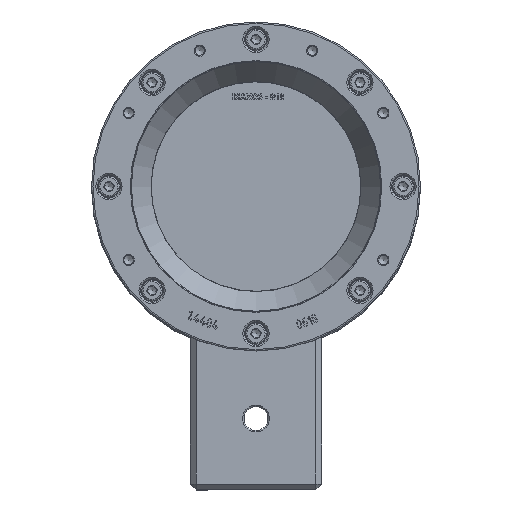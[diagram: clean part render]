
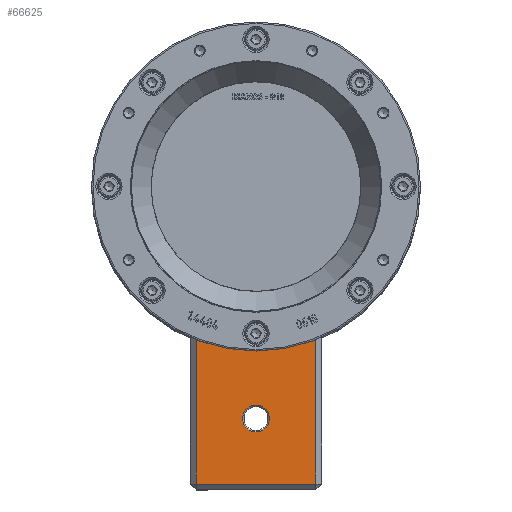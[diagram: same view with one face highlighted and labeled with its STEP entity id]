
A CAD part, top view. The second image highlights one B-rep face of the part: STEP entity #66625.
In plain terms, the highlighted face is planar.
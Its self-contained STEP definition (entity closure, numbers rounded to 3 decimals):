
#9397=LINE('',#109436,#14789);
#9398=LINE('',#109440,#14790);
#9399=LINE('',#109441,#14791);
#14789=VECTOR('',#80282,10.);
#14790=VECTOR('',#80285,10.);
#14791=VECTOR('',#80286,10.);
#18118=FACE_BOUND('',#25725,.T.);
#19087=PLANE('',#71336);
#21852=FACE_OUTER_BOUND('',#25724,.T.);
#25724=EDGE_LOOP('',(#54976,#54977,#54978,#54979));
#25725=EDGE_LOOP('',(#54980));
#28547=CIRCLE('',#71331,4.6);
#28551=CIRCLE('',#71337,55.5);
#32352=VERTEX_POINT('',#109422);
#32356=VERTEX_POINT('',#109434);
#32357=VERTEX_POINT('',#109435);
#32358=VERTEX_POINT('',#109437);
#32359=VERTEX_POINT('',#109439);
#40387=EDGE_CURVE('',#32352,#32352,#28547,.T.);
#40393=EDGE_CURVE('',#32356,#32357,#9397,.T.);
#40394=EDGE_CURVE('',#32356,#32358,#28551,.T.);
#40395=EDGE_CURVE('',#32359,#32358,#9398,.T.);
#40396=EDGE_CURVE('',#32357,#32359,#9399,.T.);
#54976=ORIENTED_EDGE('',*,*,#40393,.F.);
#54977=ORIENTED_EDGE('',*,*,#40394,.T.);
#54978=ORIENTED_EDGE('',*,*,#40395,.F.);
#54979=ORIENTED_EDGE('',*,*,#40396,.F.);
#54980=ORIENTED_EDGE('',*,*,#40387,.F.);
#66625=ADVANCED_FACE('',(#21852,#18118),#19087,.F.);
#71331=AXIS2_PLACEMENT_3D('',#109423,#80268,#80269);
#71336=AXIS2_PLACEMENT_3D('',#109433,#80280,#80281);
#71337=AXIS2_PLACEMENT_3D('',#109438,#80283,#80284);
#80268=DIRECTION('center_axis',(0.,0.,-1.));
#80269=DIRECTION('ref_axis',(1.,0.,0.));
#80280=DIRECTION('center_axis',(0.,0.,1.));
#80281=DIRECTION('ref_axis',(1.,0.,0.));
#80282=DIRECTION('',(0.,-1.,0.));
#80283=DIRECTION('center_axis',(0.,0.,1.));
#80284=DIRECTION('ref_axis',(-1.,0.,0.));
#80285=DIRECTION('',(0.,1.,0.));
#80286=DIRECTION('',(1.,0.,0.));
#109422=CARTESIAN_POINT('',(-4.6,-79.5,-12.5));
#109423=CARTESIAN_POINT('Origin',(0.,-79.5,-12.5));
#109433=CARTESIAN_POINT('Origin',(0.,-79.424,
-12.5));
#109434=CARTESIAN_POINT('',(-20.5,-51.575,-12.5));
#109435=CARTESIAN_POINT('',(-20.5,-102.,-12.5));
#109436=CARTESIAN_POINT('',(-20.5,-65.079,-12.5));
#109437=CARTESIAN_POINT('',(20.5,-51.575,-12.5));
#109438=CARTESIAN_POINT('Origin',(0.,0.,-12.5));
#109439=CARTESIAN_POINT('',(20.5,-102.,-12.5));
#109440=CARTESIAN_POINT('',(20.5,-91.712,-12.5));
#109441=CARTESIAN_POINT('',(-11.25,-102.,-12.5));
